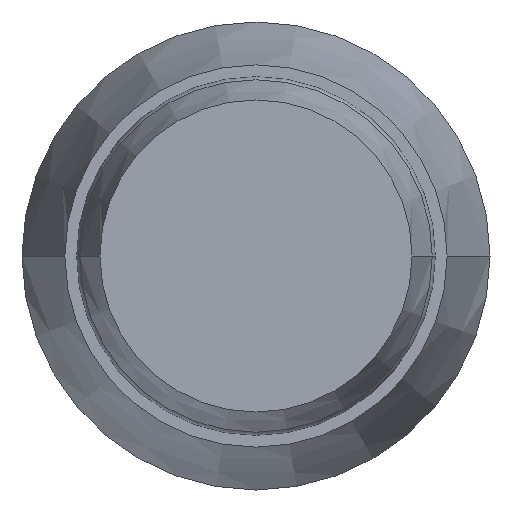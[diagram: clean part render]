
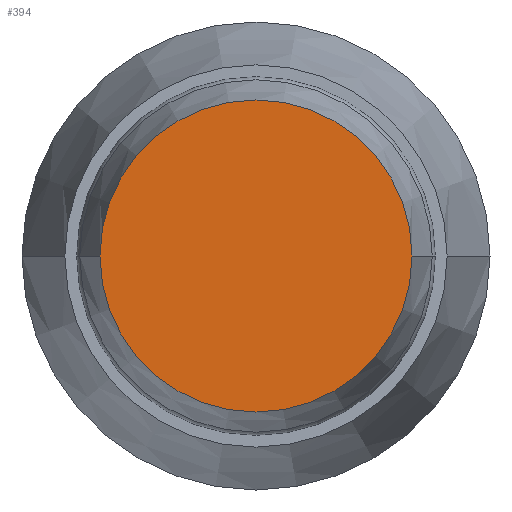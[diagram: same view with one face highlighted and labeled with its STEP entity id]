
A CAD part, left-side view. The second image highlights one B-rep face of the part: STEP entity #394.
In plain terms, the highlighted planar face has unit normal (-1, 0, 0).
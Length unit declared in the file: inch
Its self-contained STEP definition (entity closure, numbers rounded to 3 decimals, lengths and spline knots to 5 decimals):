
#113=CARTESIAN_POINT('',(0.,0.,0.));
#114=DIRECTION('',(1.,0.,0.));
#115=DIRECTION('',(0.,1.,0.));
#116=AXIS2_PLACEMENT_3D('',#113,#114,#115);
#118=CARTESIAN_POINT('',(0.,0.,0.));
#119=DIRECTION('',(-1.,0.,0.));
#120=DIRECTION('',(0.,1.,0.));
#121=AXIS2_PLACEMENT_3D('',#118,#119,#120);
#339=CARTESIAN_POINT('',(0.,0.15748,0.));
#340=CARTESIAN_POINT('',(0.,-0.15748,0.));
#341=VERTEX_POINT('',#339);
#342=VERTEX_POINT('',#340);
#383=CARTESIAN_POINT('',(0.,0.,0.));
#384=DIRECTION('',(-1.,0.,0.));
#385=DIRECTION('',(0.,1.,0.));
#386=AXIS2_PLACEMENT_3D('',#383,#384,#385);
#387=PLANE('',#386);
#389=ORIENTED_EDGE('',*,*,#388,.T.);
#391=ORIENTED_EDGE('',*,*,#390,.F.);
#392=EDGE_LOOP('',(#389,#391));
#393=FACE_OUTER_BOUND('',#392,.F.);
#394=ADVANCED_FACE('',(#393),#387,.T.);
#117=CIRCLE('',#116,0.15748);
#122=CIRCLE('',#121,0.15748);
#388=EDGE_CURVE('',#341,#342,#117,.T.);
#390=EDGE_CURVE('',#341,#342,#122,.T.);
